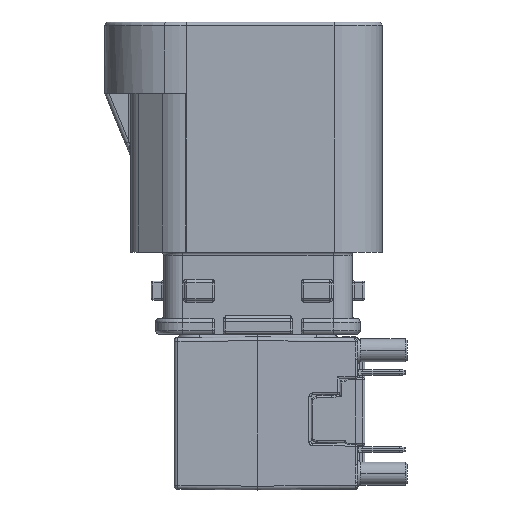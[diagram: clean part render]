
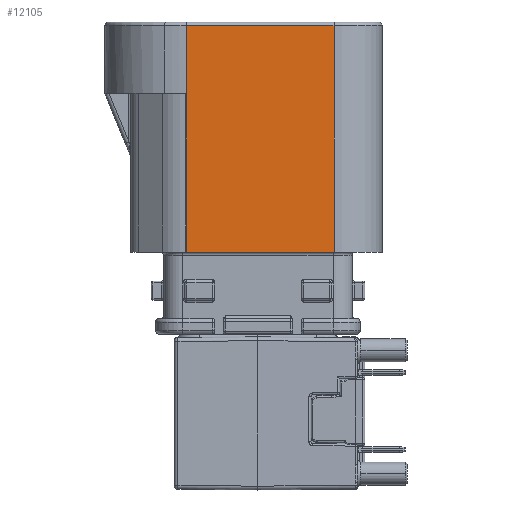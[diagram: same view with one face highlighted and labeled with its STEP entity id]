
A CAD part, left-side view. The second image highlights one B-rep face of the part: STEP entity #12105.
In plain terms, the highlighted planar face has unit normal (-1, 0, 0).
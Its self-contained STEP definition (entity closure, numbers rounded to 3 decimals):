
#325 = VERTEX_POINT ( 'NONE', #51389 ) ;
#673 = VECTOR ( 'NONE', #44454, 1000. ) ;
#1544 = EDGE_CURVE ( 'NONE', #36611, #3758, #17600, .T. ) ;
#1642 = CARTESIAN_POINT ( 'NONE',  ( -6., -3.95, 4.4 ) ) ;
#3758 = VERTEX_POINT ( 'NONE', #4650 ) ;
#4650 = CARTESIAN_POINT ( 'NONE',  ( -6., 3.728, 4.4 ) ) ;
#4902 = VECTOR ( 'NONE', #48222, 1000. ) ;
#6481 = LINE ( 'NONE', #21907, #42175 ) ;
#7204 = DIRECTION ( 'NONE',  ( 0., 0., -1. ) ) ;
#11455 = LINE ( 'NONE', #26397, #60471 ) ;
#12105 = ADVANCED_FACE ( 'NONE', ( #36949 ), #15162, .F. ) ;
#14258 = CARTESIAN_POINT ( 'NONE',  ( -6., -3.95, 4.4 ) ) ;
#15162 = PLANE ( 'NONE',  #19302 ) ;
#15252 = VERTEX_POINT ( 'NONE', #14258 ) ;
#17010 = ORIENTED_EDGE ( 'NONE', *, *, #45717, .T. ) ;
#17600 = LINE ( 'NONE', #38832, #4902 ) ;
#18221 = ORIENTED_EDGE ( 'NONE', *, *, #40112, .F. ) ;
#19302 = AXIS2_PLACEMENT_3D ( 'NONE', #31150, #44816, #7204 ) ;
#21907 = CARTESIAN_POINT ( 'NONE',  ( -6., -6.45, 16.15 ) ) ;
#26397 = CARTESIAN_POINT ( 'NONE',  ( -6., -6.45, 4.4 ) ) ;
#27192 = ORIENTED_EDGE ( 'NONE', *, *, #1544, .T. ) ;
#31150 = CARTESIAN_POINT ( 'NONE',  ( -6., -6.45, 4.4 ) ) ;
#36526 = CARTESIAN_POINT ( 'NONE',  ( -6., 3.728, 16.15 ) ) ;
#36611 = VERTEX_POINT ( 'NONE', #36526 ) ;
#36949 = FACE_OUTER_BOUND ( 'NONE', #48605, .T. ) ;
#38832 = CARTESIAN_POINT ( 'NONE',  ( -6., 3.728, 12.65 ) ) ;
#40112 = EDGE_CURVE ( 'NONE', #15252, #3758, #11455, .T. ) ;
#41020 = DIRECTION ( 'NONE',  ( 0., 1., 0. ) ) ;
#42175 = VECTOR ( 'NONE', #41020, 1000. ) ;
#44454 = DIRECTION ( 'NONE',  ( 0., 0., 1. ) ) ;
#44816 = DIRECTION ( 'NONE',  ( 1., 0., 0. ) ) ;
#45717 = EDGE_CURVE ( 'NONE', #325, #36611, #6481, .T. ) ;
#48222 = DIRECTION ( 'NONE',  ( 0., 0., -1. ) ) ;
#48605 = EDGE_LOOP ( 'NONE', ( #61020, #17010, #27192, #18221 ) ) ;
#51389 = CARTESIAN_POINT ( 'NONE',  ( -6., -3.95, 16.15 ) ) ;
#51705 = EDGE_CURVE ( 'NONE', #15252, #325, #52037, .T. ) ;
#52037 = LINE ( 'NONE', #1642, #673 ) ;
#59154 = DIRECTION ( 'NONE',  ( 0., 1., 0. ) ) ;
#60471 = VECTOR ( 'NONE', #59154, 1000. ) ;
#61020 = ORIENTED_EDGE ( 'NONE', *, *, #51705, .T. ) ;
